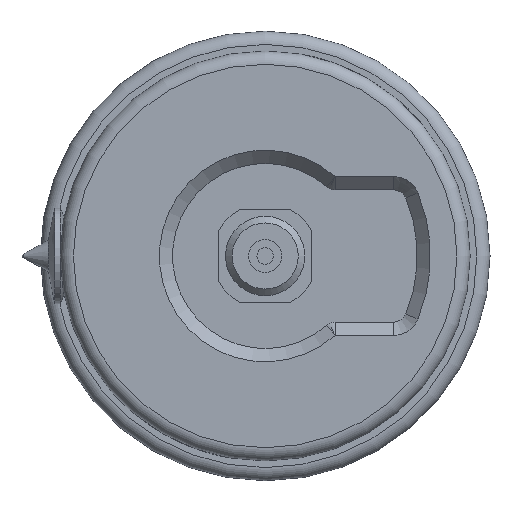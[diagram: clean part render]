
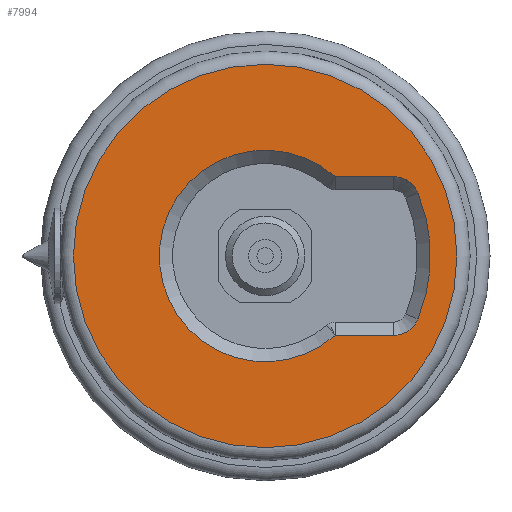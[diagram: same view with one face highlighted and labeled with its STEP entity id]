
A CAD part, left-side view. The second image highlights one B-rep face of the part: STEP entity #7994.
In plain terms, the highlighted planar face has unit normal (-1, 0, 0).
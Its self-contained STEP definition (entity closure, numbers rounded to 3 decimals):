
#177=FACE_BOUND('',#1480,.T.);
#536=PLANE('',#8540);
#963=FACE_OUTER_BOUND('',#1479,.T.);
#1479=EDGE_LOOP('',(#7385,#7386));
#1480=EDGE_LOOP('',(#7387,#7388,#7389,#7390,#7391,#7392));
#2409=LINE('',#13303,#3327);
#2410=LINE('',#13310,#3328);
#3327=VECTOR('',#10497,10.);
#3328=VECTOR('',#10504,10.);
#3446=CIRCLE('',#8538,29.);
#3447=CIRCLE('',#8539,29.);
#3448=CIRCLE('',#8541,16.);
#3449=CIRCLE('',#8542,4.);
#3450=CIRCLE('',#8543,25.);
#3451=CIRCLE('',#8544,4.);
#4180=VERTEX_POINT('',#13293);
#4181=VERTEX_POINT('',#13295);
#4182=VERTEX_POINT('',#13299);
#4183=VERTEX_POINT('',#13300);
#4184=VERTEX_POINT('',#13302);
#4185=VERTEX_POINT('',#13304);
#4186=VERTEX_POINT('',#13306);
#4187=VERTEX_POINT('',#13308);
#5263=EDGE_CURVE('',#4180,#4181,#3446,.T.);
#5264=EDGE_CURVE('',#4181,#4180,#3447,.T.);
#5265=EDGE_CURVE('',#4182,#4183,#3448,.T.);
#5266=EDGE_CURVE('',#4184,#4182,#2409,.T.);
#5267=EDGE_CURVE('',#4185,#4184,#3449,.T.);
#5268=EDGE_CURVE('',#4186,#4185,#3450,.T.);
#5269=EDGE_CURVE('',#4187,#4186,#3451,.T.);
#5270=EDGE_CURVE('',#4183,#4187,#2410,.T.);
#7385=ORIENTED_EDGE('',*,*,#5264,.F.);
#7386=ORIENTED_EDGE('',*,*,#5263,.F.);
#7387=ORIENTED_EDGE('',*,*,#5265,.F.);
#7388=ORIENTED_EDGE('',*,*,#5266,.F.);
#7389=ORIENTED_EDGE('',*,*,#5267,.F.);
#7390=ORIENTED_EDGE('',*,*,#5268,.F.);
#7391=ORIENTED_EDGE('',*,*,#5269,.F.);
#7392=ORIENTED_EDGE('',*,*,#5270,.F.);
#7994=ADVANCED_FACE('',(#963,#177),#536,.F.);
#8538=AXIS2_PLACEMENT_3D('',#13296,#10489,#10490);
#8539=AXIS2_PLACEMENT_3D('',#13297,#10491,#10492);
#8540=AXIS2_PLACEMENT_3D('',#13298,#10493,#10494);
#8541=AXIS2_PLACEMENT_3D('',#13301,#10495,#10496);
#8542=AXIS2_PLACEMENT_3D('',#13305,#10498,#10499);
#8543=AXIS2_PLACEMENT_3D('',#13307,#10500,#10501);
#8544=AXIS2_PLACEMENT_3D('',#13309,#10502,#10503);
#10489=DIRECTION('center_axis',(1.,0.,0.));
#10490=DIRECTION('ref_axis',(0.,-1.,0.));
#10491=DIRECTION('center_axis',(1.,0.,0.));
#10492=DIRECTION('ref_axis',(0.,-1.,0.));
#10493=DIRECTION('center_axis',(1.,0.,0.));
#10494=DIRECTION('ref_axis',(0.,0.,-1.));
#10495=DIRECTION('center_axis',(-1.,0.,0.));
#10496=DIRECTION('ref_axis',(0.,0.661,-0.75));
#10497=DIRECTION('',(0.,1.,0.));
#10498=DIRECTION('center_axis',(-1.,0.,0.));
#10499=DIRECTION('ref_axis',(0.,-0.925,0.381));
#10500=DIRECTION('center_axis',(-1.,0.,0.));
#10501=DIRECTION('ref_axis',(0.,-0.925,-0.381));
#10502=DIRECTION('center_axis',(-1.,0.,0.));
#10503=DIRECTION('ref_axis',(0.,0.,-1.));
#10504=DIRECTION('',(0.,-1.,0.));
#13293=CARTESIAN_POINT('',(0.,0.,29.));
#13295=CARTESIAN_POINT('',(0.,29.,0.));
#13296=CARTESIAN_POINT('Origin',(0.,0.,0.));
#13297=CARTESIAN_POINT('Origin',(0.,0.,0.));
#13298=CARTESIAN_POINT('Origin',(0.,0.,0.));
#13299=CARTESIAN_POINT('',(0.,-10.583,12.));
#13300=CARTESIAN_POINT('',(0.,-10.583,-12.));
#13301=CARTESIAN_POINT('Origin',(0.,0.,0.));
#13302=CARTESIAN_POINT('',(0.,-19.416,12.));
#13303=CARTESIAN_POINT('',(0.,-5.292,12.));
#13304=CARTESIAN_POINT('',(0.,-23.115,9.524));
#13305=CARTESIAN_POINT('Origin',(0.,-19.416,8.));
#13306=CARTESIAN_POINT('',(0.,-23.115,-9.524));
#13307=CARTESIAN_POINT('Origin',(0.,0.,0.));
#13308=CARTESIAN_POINT('',(0.,-19.416,-12.));
#13309=CARTESIAN_POINT('Origin',(0.,-19.416,-8.));
#13310=CARTESIAN_POINT('',(0.,-9.708,-12.));
